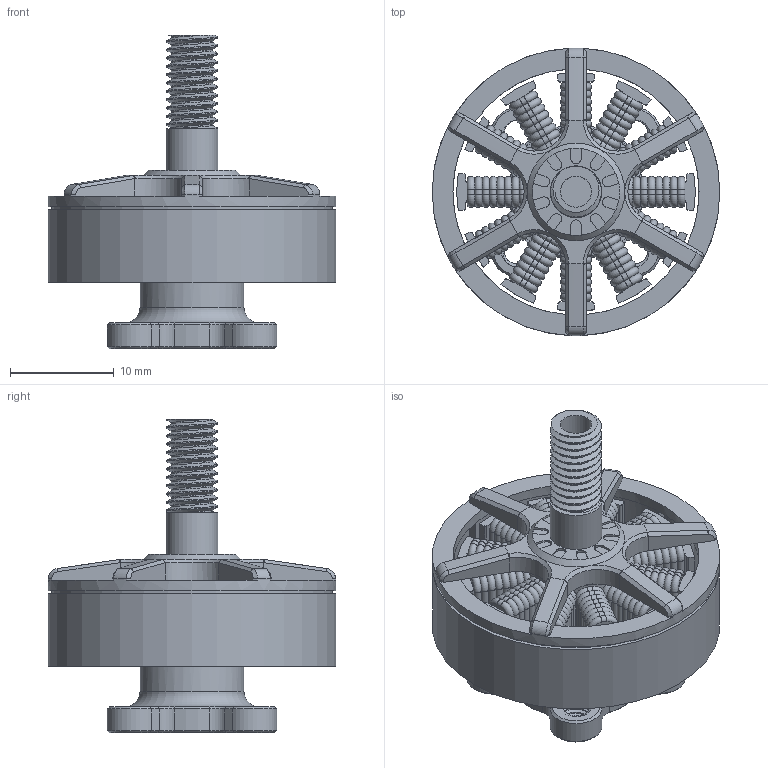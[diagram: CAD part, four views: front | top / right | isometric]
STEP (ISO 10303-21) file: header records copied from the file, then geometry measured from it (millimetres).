
FILE_DESCRIPTION(/* description */ (''),/* implementation_level */ '2;1');
FILE_NAME(/* name */ '2306 motor.step',/* time_stamp */ '2021-08-13T14:42:25-07:00',/* author */ (''),/* organization */ (''),/* preprocessor_version */ 'ST-DEVELOPER v18.1',/* originating_system */ 'Autodesk Translation Framework v10.9.0.1377',/* authorisation */ '');
FILE_SCHEMA (('AUTOMOTIVE_DESIGN { 1 0 10303 214 3 1 1 }'));
Length unit declared in the file: millimetre
Products named in the file (2): 2306 motor; 2306 motor_1
Assembly tree (1 placements, depth 2):
  2306 motor
    2306 motor_1
Bounding box: 27.7 x 27.7 x 30.2 mm (x, y, z)
Volume: 4615.5 mm3; surface area: 6828.8 mm2
Topology: 2 solids, 2 shells, 1420 faces, 3319 edges, 1916 vertices
Faces by surface type: cylinder 604, torus 392, plane 309, bspline 70, cone 45
Full cylindrical faces by diameter (mm): 2 x1, 2.529 x12, 3 x2, 3.086 x4, 3.8 x1, 3.99 x4, 4 x1, 4.901 x7, 5 x1, 9 x2, 10 x2, 23.7 x1, 25.7 x1, 27 x1, 27.7 x2
Entity records: 48234 total; most frequent: CARTESIAN_POINT 15250, DIRECTION 7265, ORIENTED_EDGE 6666, EDGE_CURVE 3333, AXIS2_PLACEMENT_3D 2994, VERTEX_POINT 1916, CIRCLE 1641, EDGE_LOOP 1453
